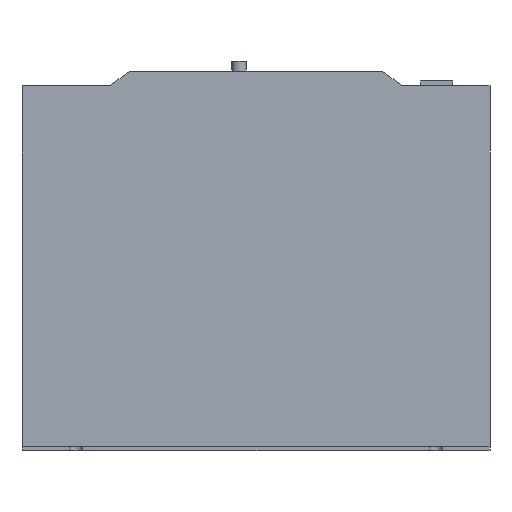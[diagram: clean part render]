
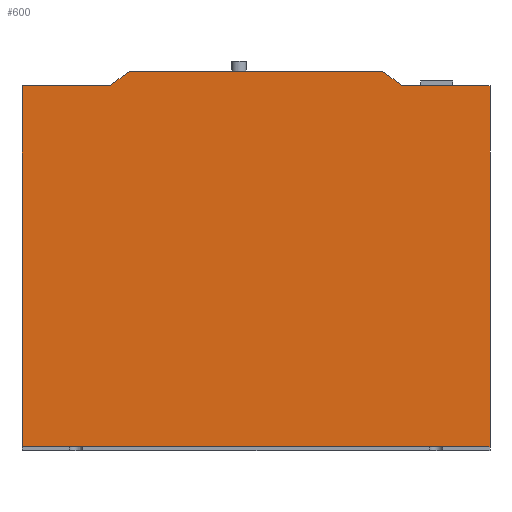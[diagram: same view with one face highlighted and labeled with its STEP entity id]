
A CAD part, front view. The second image highlights one B-rep face of the part: STEP entity #600.
In plain terms, the highlighted planar face has unit normal (0, -1, 0).
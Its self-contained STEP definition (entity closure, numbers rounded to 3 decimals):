
#74 = VERTEX_POINT ( 'NONE', #763 ) ;
#97 = VERTEX_POINT ( 'NONE', #2275 ) ;
#211 = ORIENTED_EDGE ( 'NONE', *, *, #876, .F. ) ;
#232 = VECTOR ( 'NONE', #1336, 1000. ) ;
#259 = LINE ( 'NONE', #1699, #818 ) ;
#363 = DIRECTION ( 'NONE',  ( -0.8, 0., 0.6 ) ) ;
#381 = AXIS2_PLACEMENT_3D ( 'NONE', #1851, #1633, #1845 ) ;
#391 = VECTOR ( 'NONE', #363, 1000. ) ;
#429 = EDGE_CURVE ( 'NONE', #1961, #74, #2458, .T. ) ;
#437 = CARTESIAN_POINT ( 'NONE',  ( 130., -374.5, 389. ) ) ;
#442 = EDGE_CURVE ( 'NONE', #2323, #97, #2560, .T. ) ;
#455 = DIRECTION ( 'NONE',  ( -1., 0., 0. ) ) ;
#481 = DIRECTION ( 'NONE',  ( -1., 0., 0. ) ) ;
#520 = DIRECTION ( 'NONE',  ( 0., 0., 1. ) ) ;
#598 = EDGE_CURVE ( 'NONE', #97, #2100, #651, .T. ) ;
#600 = ADVANCED_FACE ( 'NONE', ( #1112 ), #989, .F. ) ;
#651 = LINE ( 'NONE', #2272, #391 ) ;
#663 = DIRECTION ( 'NONE',  ( -0.8, 0., -0.6 ) ) ;
#673 = CARTESIAN_POINT ( 'NONE',  ( -130., -374.5, 389. ) ) ;
#677 = CARTESIAN_POINT ( 'NONE',  ( 240., -374.5, 374. ) ) ;
#688 = CARTESIAN_POINT ( 'NONE',  ( -618.767, -374.5, 22.425 ) ) ;
#691 = ORIENTED_EDGE ( 'NONE', *, *, #598, .T. ) ;
#693 = ORIENTED_EDGE ( 'NONE', *, *, #442, .T. ) ;
#734 = DIRECTION ( 'NONE',  ( -1., 0., 0. ) ) ;
#755 = CARTESIAN_POINT ( 'NONE',  ( 240., -374.5, -482.597 ) ) ;
#763 = CARTESIAN_POINT ( 'NONE',  ( -150., -374.5, 374. ) ) ;
#807 = VECTOR ( 'NONE', #481, 1000. ) ;
#809 = VERTEX_POINT ( 'NONE', #2515 ) ;
#818 = VECTOR ( 'NONE', #455, 1000. ) ;
#823 = VECTOR ( 'NONE', #663, 1000. ) ;
#839 = ORIENTED_EDGE ( 'NONE', *, *, #429, .T. ) ;
#876 = EDGE_CURVE ( 'NONE', #1269, #809, #259, .T. ) ;
#921 = VECTOR ( 'NONE', #520, 1000. ) ;
#978 = ORIENTED_EDGE ( 'NONE', *, *, #1147, .T. ) ;
#989 = PLANE ( 'NONE',  #381 ) ;
#1004 = ORIENTED_EDGE ( 'NONE', *, *, #2343, .T. ) ;
#1077 = LINE ( 'NONE', #1357, #2486 ) ;
#1080 = CARTESIAN_POINT ( 'NONE',  ( -240., -374.5, 389. ) ) ;
#1112 = FACE_OUTER_BOUND ( 'NONE', #1824, .T. ) ;
#1147 = EDGE_CURVE ( 'NONE', #1269, #2323, #1490, .T. ) ;
#1149 = EDGE_CURVE ( 'NONE', #74, #2104, #1417, .T. ) ;
#1159 = ORIENTED_EDGE ( 'NONE', *, *, #1149, .T. ) ;
#1185 = EDGE_CURVE ( 'NONE', #809, #2104, #1077, .T. ) ;
#1269 = VERTEX_POINT ( 'NONE', #2084 ) ;
#1336 = DIRECTION ( 'NONE',  ( -1., 0., 0. ) ) ;
#1357 = CARTESIAN_POINT ( 'NONE',  ( -240., -374.5, -482.597 ) ) ;
#1417 = LINE ( 'NONE', #1605, #1705 ) ;
#1490 = LINE ( 'NONE', #755, #921 ) ;
#1605 = CARTESIAN_POINT ( 'NONE',  ( -240., -374.5, 374. ) ) ;
#1633 = DIRECTION ( 'NONE',  ( 0., 1., 0. ) ) ;
#1699 = CARTESIAN_POINT ( 'NONE',  ( -240., -374.5, 4. ) ) ;
#1705 = VECTOR ( 'NONE', #734, 1000. ) ;
#1824 = EDGE_LOOP ( 'NONE', ( #693, #691, #1004, #839, #1159, #2594, #211, #978 ) ) ;
#1845 = DIRECTION ( 'NONE',  ( 0., 0., 1. ) ) ;
#1851 = CARTESIAN_POINT ( 'NONE',  ( -240., -374.5, -482.597 ) ) ;
#1961 = VERTEX_POINT ( 'NONE', #673 ) ;
#1972 = CARTESIAN_POINT ( 'NONE',  ( -240., -374.5, 374. ) ) ;
#2084 = CARTESIAN_POINT ( 'NONE',  ( 240., -374.5, 4. ) ) ;
#2100 = VERTEX_POINT ( 'NONE', #437 ) ;
#2104 = VERTEX_POINT ( 'NONE', #2134 ) ;
#2134 = CARTESIAN_POINT ( 'NONE',  ( -240., -374.5, 374. ) ) ;
#2242 = DIRECTION ( 'NONE',  ( 0., 0., 1. ) ) ;
#2272 = CARTESIAN_POINT ( 'NONE',  ( 311.567, -374.5, 252.825 ) ) ;
#2275 = CARTESIAN_POINT ( 'NONE',  ( 150., -374.5, 374. ) ) ;
#2323 = VERTEX_POINT ( 'NONE', #677 ) ;
#2343 = EDGE_CURVE ( 'NONE', #2100, #1961, #2510, .T. ) ;
#2458 = LINE ( 'NONE', #688, #823 ) ;
#2486 = VECTOR ( 'NONE', #2242, 1000. ) ;
#2510 = LINE ( 'NONE', #1080, #807 ) ;
#2515 = CARTESIAN_POINT ( 'NONE',  ( -240., -374.5, 4. ) ) ;
#2560 = LINE ( 'NONE', #1972, #232 ) ;
#2594 = ORIENTED_EDGE ( 'NONE', *, *, #1185, .F. ) ;
